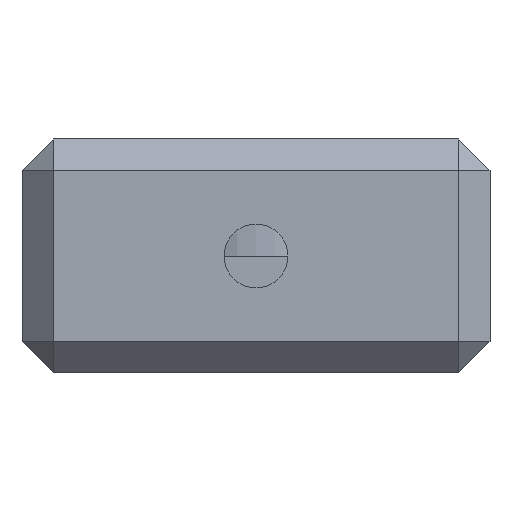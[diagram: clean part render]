
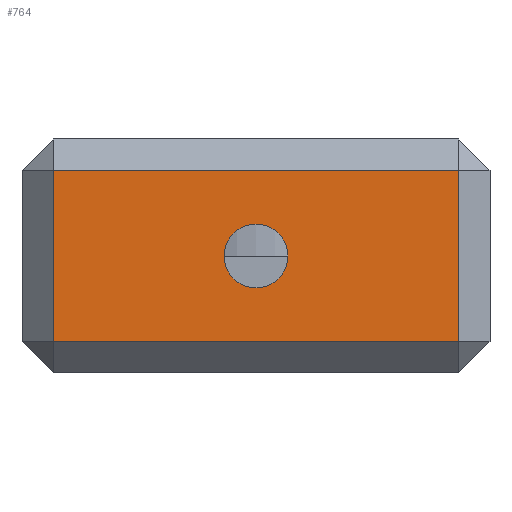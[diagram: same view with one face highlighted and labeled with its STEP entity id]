
A CAD part, front view. The second image highlights one B-rep face of the part: STEP entity #764.
In plain terms, the highlighted planar face has unit normal (0, -1, 0).
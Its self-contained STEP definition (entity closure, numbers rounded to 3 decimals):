
#156 = VERTEX_POINT('',#157);
#157 = CARTESIAN_POINT('',(-13.,-35.,13.));
#163 = EDGE_CURVE('',#164,#156,#166,.T.);
#164 = VERTEX_POINT('',#165);
#165 = CARTESIAN_POINT('',(-13.,-35.,2.));
#166 = LINE('',#167,#168);
#167 = CARTESIAN_POINT('',(-13.,-35.,0.));
#168 = VECTOR('',#169,1.);
#169 = DIRECTION('',(0.,0.,1.));
#764 = ADVANCED_FACE('',(#765,#790),#801,.F.);
#765 = FACE_BOUND('',#766,.F.);
#766 = EDGE_LOOP('',(#767,#768,#776,#784));
#767 = ORIENTED_EDGE('',*,*,#163,.T.);
#768 = ORIENTED_EDGE('',*,*,#769,.T.);
#769 = EDGE_CURVE('',#156,#770,#772,.T.);
#770 = VERTEX_POINT('',#771);
#771 = CARTESIAN_POINT('',(13.,-35.,13.));
#772 = LINE('',#773,#774);
#773 = CARTESIAN_POINT('',(-15.,-35.,13.));
#774 = VECTOR('',#775,1.);
#775 = DIRECTION('',(1.,0.,0.));
#776 = ORIENTED_EDGE('',*,*,#777,.F.);
#777 = EDGE_CURVE('',#778,#770,#780,.T.);
#778 = VERTEX_POINT('',#779);
#779 = CARTESIAN_POINT('',(13.,-35.,2.));
#780 = LINE('',#781,#782);
#781 = CARTESIAN_POINT('',(13.,-35.,0.));
#782 = VECTOR('',#783,1.);
#783 = DIRECTION('',(0.,0.,1.));
#784 = ORIENTED_EDGE('',*,*,#785,.F.);
#785 = EDGE_CURVE('',#164,#778,#786,.T.);
#786 = LINE('',#787,#788);
#787 = CARTESIAN_POINT('',(-15.,-35.,2.));
#788 = VECTOR('',#789,1.);
#789 = DIRECTION('',(1.,0.,0.));
#790 = FACE_BOUND('',#791,.F.);
#791 = EDGE_LOOP('',(#792));
#792 = ORIENTED_EDGE('',*,*,#793,.T.);
#793 = EDGE_CURVE('',#794,#794,#796,.T.);
#794 = VERTEX_POINT('',#795);
#795 = CARTESIAN_POINT('',(2.05,-35.,7.5));
#796 = CIRCLE('',#797,2.05);
#797 = AXIS2_PLACEMENT_3D('',#798,#799,#800);
#798 = CARTESIAN_POINT('',(0.,-35.,7.5));
#799 = DIRECTION('',(0.,-1.,0.));
#800 = DIRECTION('',(1.,0.,0.));
#801 = PLANE('',#802);
#802 = AXIS2_PLACEMENT_3D('',#803,#804,#805);
#803 = CARTESIAN_POINT('',(-15.,-35.,0.));
#804 = DIRECTION('',(0.,1.,0.));
#805 = DIRECTION('',(1.,0.,0.));
